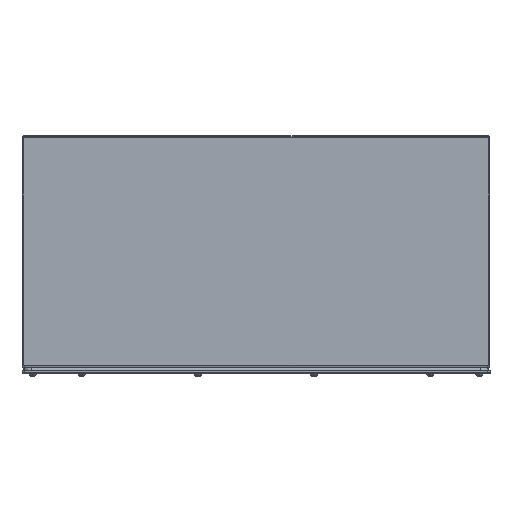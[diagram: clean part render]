
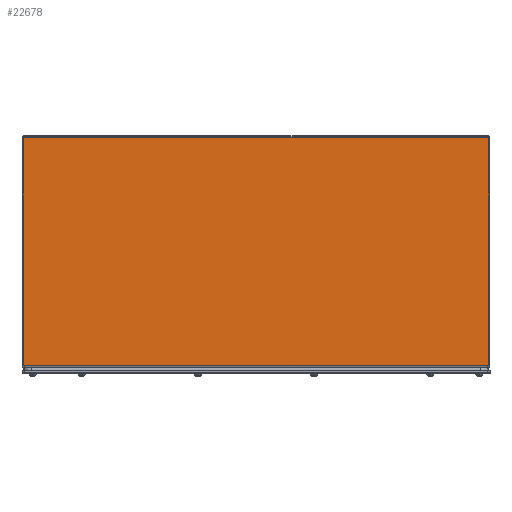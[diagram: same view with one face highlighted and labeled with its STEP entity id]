
A CAD part, top view. The second image highlights one B-rep face of the part: STEP entity #22678.
In plain terms, the highlighted planar face has unit normal (0, 0, 1).
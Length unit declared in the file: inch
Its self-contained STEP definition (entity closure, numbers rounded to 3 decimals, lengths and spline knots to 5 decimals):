
#886 = DIRECTION ( 'NONE',  ( -1., 0., 0. ) ) ;
#1290 = CARTESIAN_POINT ( 'NONE',  ( -12.0625, 12., 12.0675 ) ) ;
#4022 = CARTESIAN_POINT ( 'NONE',  ( 12.0675, 0.11, 12.0675 ) ) ;
#7304 = CARTESIAN_POINT ( 'NONE',  ( 12.0675, 11.89, 12.0675 ) ) ;
#7437 = CARTESIAN_POINT ( 'NONE',  ( 12.0675, 12., 12.0675 ) ) ;
#8281 = CARTESIAN_POINT ( 'NONE',  ( -12.0625, 11.89, 12.0675 ) ) ;
#8526 = ORIENTED_EDGE ( 'NONE', *, *, #26960, .T. ) ;
#9435 = DIRECTION ( 'NONE',  ( 0., -1., 0. ) ) ;
#10114 = EDGE_CURVE ( 'NONE', #27725, #39888, #15153, .T. ) ;
#10414 = ORIENTED_EDGE ( 'NONE', *, *, #35376, .T. ) ;
#12334 = VERTEX_POINT ( 'NONE', #8281 ) ;
#14419 = ORIENTED_EDGE ( 'NONE', *, *, #10114, .F. ) ;
#15153 = LINE ( 'NONE', #7437, #34590 ) ;
#16621 = DIRECTION ( 'NONE',  ( 0., 0., -1. ) ) ;
#18567 = DIRECTION ( 'NONE',  ( 0., -1., 0. ) ) ;
#22678 = ADVANCED_FACE ( 'NONE', ( #27803 ), #23689, .F. ) ;
#23689 = PLANE ( 'NONE',  #29974 ) ;
#26105 = CARTESIAN_POINT ( 'NONE',  ( 12.0675, 0.11, 12.0675 ) ) ;
#26960 = EDGE_CURVE ( 'NONE', #32442, #39888, #29950, .T. ) ;
#27725 = VERTEX_POINT ( 'NONE', #7304 ) ;
#27803 = FACE_OUTER_BOUND ( 'NONE', #42517, .T. ) ;
#29470 = DIRECTION ( 'NONE',  ( 1., 0., 0. ) ) ;
#29874 = VECTOR ( 'NONE', #29470, 39.37008 ) ;
#29894 = LINE ( 'NONE', #1290, #39294 ) ;
#29950 = LINE ( 'NONE', #4022, #29874 ) ;
#29974 = AXIS2_PLACEMENT_3D ( 'NONE', #31419, #16621, #31661 ) ;
#31419 = CARTESIAN_POINT ( 'NONE',  ( -12.0625, 12., 12.0675 ) ) ;
#31661 = DIRECTION ( 'NONE',  ( -1., 0., 0. ) ) ;
#32442 = VERTEX_POINT ( 'NONE', #43369 ) ;
#33355 = LINE ( 'NONE', #41848, #38307 ) ;
#34590 = VECTOR ( 'NONE', #18567, 39.37008 ) ;
#35376 = EDGE_CURVE ( 'NONE', #12334, #32442, #29894, .T. ) ;
#37780 = EDGE_CURVE ( 'NONE', #27725, #12334, #33355, .T. ) ;
#38307 = VECTOR ( 'NONE', #886, 39.37008 ) ;
#39294 = VECTOR ( 'NONE', #9435, 39.37008 ) ;
#39722 = ORIENTED_EDGE ( 'NONE', *, *, #37780, .T. ) ;
#39888 = VERTEX_POINT ( 'NONE', #26105 ) ;
#41848 = CARTESIAN_POINT ( 'NONE',  ( -12.0625, 11.89, 12.0675 ) ) ;
#42517 = EDGE_LOOP ( 'NONE', ( #10414, #8526, #14419, #39722 ) ) ;
#43369 = CARTESIAN_POINT ( 'NONE',  ( -12.0625, 0.11, 12.0675 ) ) ;
